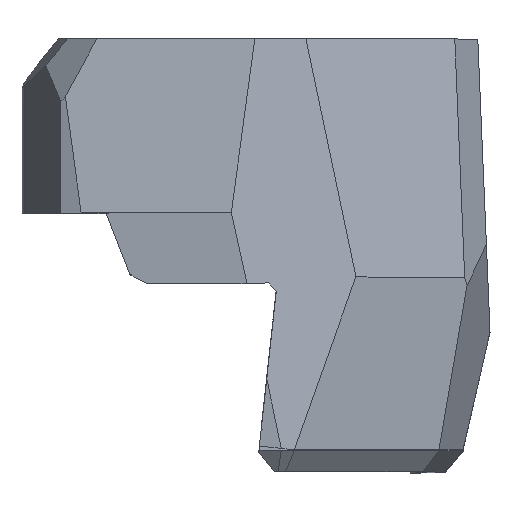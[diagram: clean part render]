
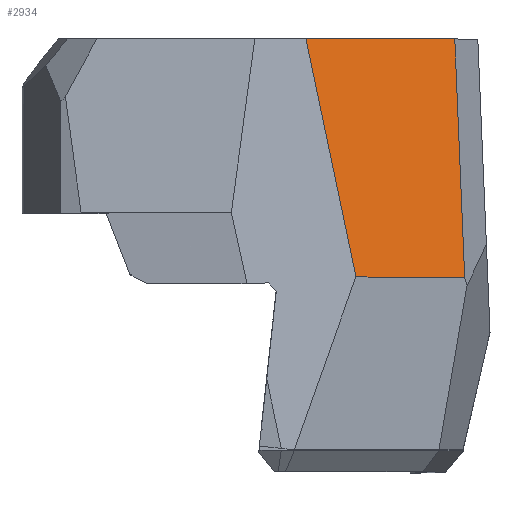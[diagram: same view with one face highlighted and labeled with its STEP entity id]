
A CAD part, top view. The second image highlights one B-rep face of the part: STEP entity #2934.
In plain terms, the highlighted planar face has unit normal (0.627, 0.066, 0.776).
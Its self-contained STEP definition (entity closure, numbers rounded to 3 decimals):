
#177=PLANE('',#3133);
#315=FACE_OUTER_BOUND('',#465,.T.);
#465=EDGE_LOOP('',(#2684,#2685,#2686,#2687));
#496=LINE('',#3963,#859);
#615=LINE('',#4220,#978);
#831=LINE('',#5260,#1194);
#832=LINE('',#5262,#1195);
#859=VECTOR('',#3192,10.);
#978=VECTOR('',#3391,10.);
#1194=VECTOR('',#3833,1049.762);
#1195=VECTOR('',#3836,10.);
#1255=VERTEX_POINT('',#3960);
#1256=VERTEX_POINT('',#3962);
#1353=VERTEX_POINT('',#4218);
#1354=VERTEX_POINT('',#4219);
#1537=EDGE_CURVE('',#1255,#1256,#496,.T.);
#1664=EDGE_CURVE('',#1353,#1354,#615,.F.);
#1917=EDGE_CURVE('',#1256,#1354,#831,.T.);
#1918=EDGE_CURVE('',#1353,#1255,#832,.T.);
#2684=ORIENTED_EDGE('',*,*,#1917,.F.);
#2685=ORIENTED_EDGE('',*,*,#1537,.F.);
#2686=ORIENTED_EDGE('',*,*,#1918,.F.);
#2687=ORIENTED_EDGE('',*,*,#1664,.T.);
#2934=ADVANCED_FACE('',(#315),#177,.T.);
#3133=AXIS2_PLACEMENT_3D('',#5261,#3834,#3835);
#3192=DIRECTION('',(0.778,0.,-0.628));
#3391=DIRECTION('',(-0.778,0.,0.628));
#3833=DIRECTION('',(0.041,-0.998,0.052));
#3834=DIRECTION('center_axis',(0.627,0.066,0.777));
#3835=DIRECTION('ref_axis',(0.778,0.,-0.628));
#3836=DIRECTION('',(-0.205,0.975,0.082));
#3960=CARTESIAN_POINT('',(16.617,42.,129.089));
#3962=CARTESIAN_POINT('',(33.315,42.,115.616));
#3963=CARTESIAN_POINT('',(26.061,42.,121.469));
#4218=CARTESIAN_POINT('',(22.233,15.299,126.842));
#4219=CARTESIAN_POINT('',(34.425,15.299,117.005));
#4220=CARTESIAN_POINT('',(23.776,15.299,125.597));
#5260=CARTESIAN_POINT('',(33.82,29.857,116.247));
#5261=CARTESIAN_POINT('Origin',(21.238,20.388,127.21));
#5262=CARTESIAN_POINT('',(21.207,20.176,127.253));
